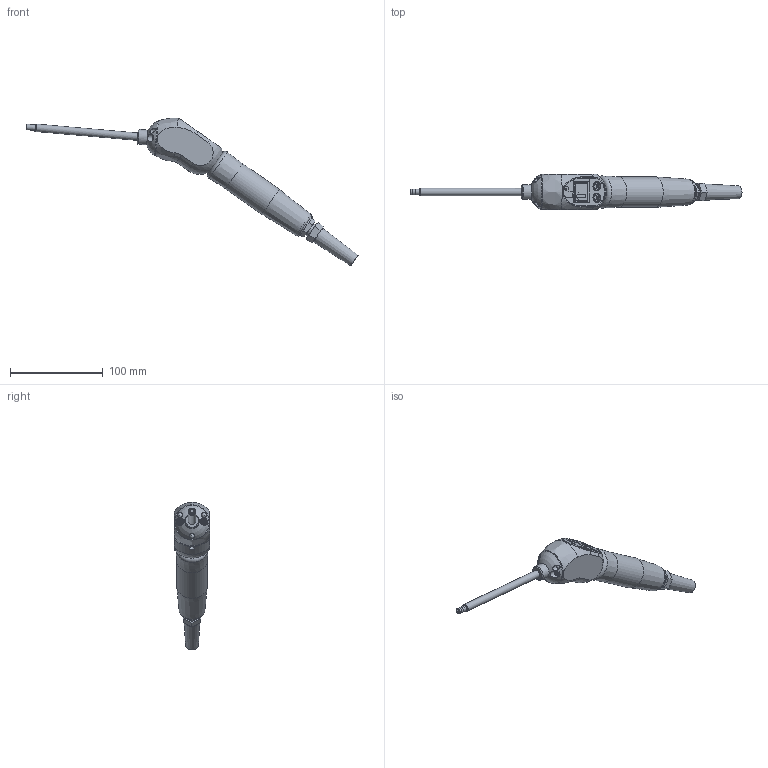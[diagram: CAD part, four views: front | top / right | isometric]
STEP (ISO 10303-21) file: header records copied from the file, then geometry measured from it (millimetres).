
FILE_DESCRIPTION(/* description */ (''),/* implementation_level */ '2;1');
FILE_NAME(/* name */ 'SL3000_Dummy_001.stp',/* time_stamp */ '2011-07-19T13:05:32+02:00',/* author */ (''),/* organization */ (''),/* preprocessor_version */ 'ST-DEVELOPER v11',/* originating_system */ 'SIEMENS UGS NX 6.0',/* authorisation */ '');
FILE_SCHEMA (('AUTOMOTIVE_DESIGN { 1 0 10303 214 1 1 1 1 }'));
Length unit declared in the file: millimetre
Products named in the file (1): SL3000 Dummy_001
Bounding box: 358.61 x 38 x 159.29 mm (x, y, z)
Volume: 152828.2 mm3; surface area: 80335.7 mm2
Topology: 18 solids, 18 shells, 652 faces, 1668 edges, 1099 vertices
Faces by surface type: plane 438, cylinder 106, cone 79, bspline 18, sphere 9, torus 2
Full cylindrical faces by diameter (mm): 1.688 x1, 1.7 x1, 2.5 x1, 3 x2, 3.2 x1, 3.5 x2, 3.6 x2, 4 x1, 4.3 x1, 4.8 x1, 5 x4, 5.4 x1, 5.5 x3, 5.6 x5, 6 x2, 6.6 x2, 7 x1, 8 x4, 8.2 x1, 9 x2, 9.5 x2, 10 x3, 11.1 x1, 15 x1, 15.2 x2, 15.3 x1, 16 x1, 18.85 x1, 19 x1, 26 x1
Entity records: 25263 total; most frequent: CARTESIAN_POINT 7681, ORIENTED_EDGE 3086, DIRECTION 2977, EDGE_CURVE 1543, VERTEX_POINT 1079, AXIS2_PLACEMENT_3D 1035, LINE 907, VECTOR 907
